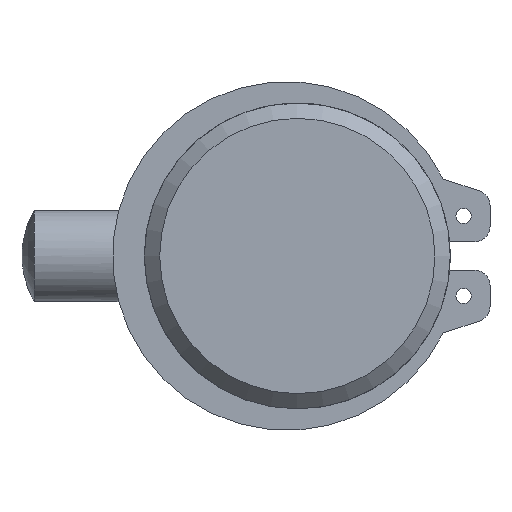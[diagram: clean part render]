
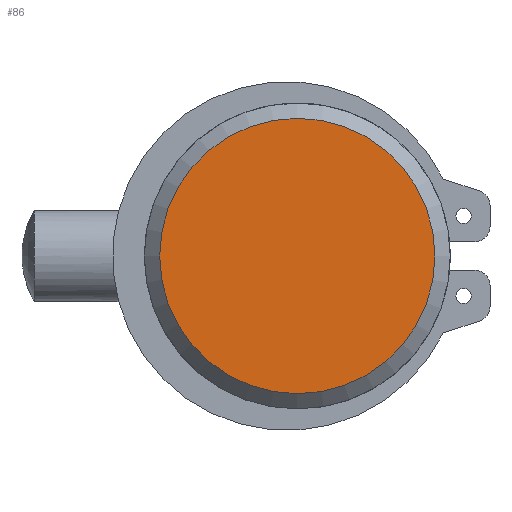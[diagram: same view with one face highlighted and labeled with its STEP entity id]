
A CAD part, left-side view. The second image highlights one B-rep face of the part: STEP entity #86.
In plain terms, the highlighted planar face has unit normal (-1, 0, 0).
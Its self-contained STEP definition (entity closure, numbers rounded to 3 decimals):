
#86 = ADVANCED_FACE( '', ( #181 ), #182, .F. );
#181 = FACE_OUTER_BOUND( '', #279, .T. );
#182 = PLANE( '', #280 );
#279 = EDGE_LOOP( '', ( #489 ) );
#280 = AXIS2_PLACEMENT_3D( '', #490, #491, #492 );
#489 = ORIENTED_EDGE( '', *, *, #620, .F. );
#490 = CARTESIAN_POINT( '', ( -20.5, 0., 0. ) );
#491 = DIRECTION( '', ( 1., 0., 0. ) );
#492 = DIRECTION( '', ( 0., 0., -1. ) );
#620 = EDGE_CURVE( '', #737, #737, #738, .T. );
#737 = VERTEX_POINT( '', #933 );
#738 = CIRCLE( '', #934, 4.5 );
#933 = CARTESIAN_POINT( '', ( -20.5, 0., -4.5 ) );
#934 = AXIS2_PLACEMENT_3D( '', #1044, #1045, #1046 );
#1044 = CARTESIAN_POINT( '', ( -20.5, 0., 0. ) );
#1045 = DIRECTION( '', ( 1., 0., 0. ) );
#1046 = DIRECTION( '', ( 0., 0., -1. ) );
